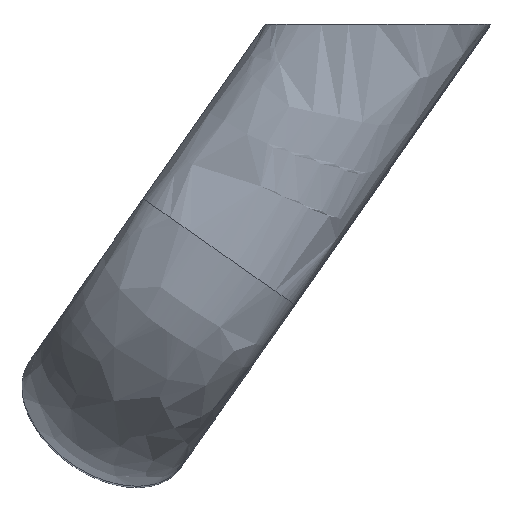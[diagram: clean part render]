
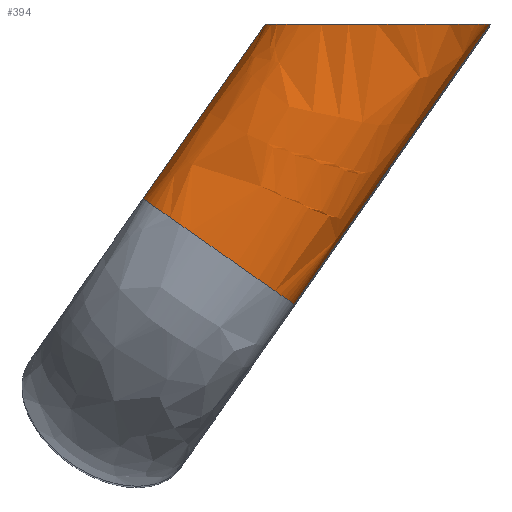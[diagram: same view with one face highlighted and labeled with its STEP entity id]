
A CAD part, top view. The second image highlights one B-rep face of the part: STEP entity #394.
In plain terms, the highlighted free-form (B-spline) face has degree [1, 2] with [2, 9] control points.
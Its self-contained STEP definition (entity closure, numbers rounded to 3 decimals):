
#323=CARTESIAN_POINT('',(-11.946,-38.065,0.));
#324=CARTESIAN_POINT('',(14.708,0.,0.));
#325=CARTESIAN_POINT('',(-11.946,-38.065,6.5));
#326=CARTESIAN_POINT('',(14.708,0.,6.5));
#327=CARTESIAN_POINT('',(-20.137,-32.329,6.5));
#328=CARTESIAN_POINT('',(6.516,5.736,6.5));
#329=CARTESIAN_POINT('',(-28.329,-26.594,6.5));
#330=CARTESIAN_POINT('',(-1.675,11.472,6.5));
#331=CARTESIAN_POINT('',(-28.329,-26.594,0.));
#332=CARTESIAN_POINT('',(-1.675,11.472,0.));
#333=CARTESIAN_POINT('',(-28.329,-26.594,-6.5));
#334=CARTESIAN_POINT('',(-1.675,11.472,-6.5));
#335=CARTESIAN_POINT('',(-20.137,-32.329,-6.5));
#336=CARTESIAN_POINT('',(6.516,5.736,-6.5));
#337=CARTESIAN_POINT('',(-11.946,-38.065,-6.5));
#338=CARTESIAN_POINT('',(14.708,0.,-6.5));
#339=CARTESIAN_POINT('',(-11.946,-38.065,0.));
#340=CARTESIAN_POINT('',(14.708,0.,0.));
#348=(BOUNDED_SURFACE()B_SPLINE_SURFACE(1,2,((#323,#325,#327,#329,#331,#333,#335,#337,#339),(#324,#326,#328,#330,#332,#334,#336,#338,#340)),.UNSPECIFIED.,.F.,.T.,.U.)B_SPLINE_SURFACE_WITH_KNOTS((2,2),(3,2,2,2,3),(-6.94,-2.293),(0.0,15.708,31.416,47.124,62.832),.UNSPECIFIED.)GEOMETRIC_REPRESENTATION_ITEM()RATIONAL_B_SPLINE_SURFACE(((1.0,0.707,1.0,0.707,1.0,0.707,1.0,0.707,1.0),(1.0,0.707,1.0,0.707,1.0,0.707,1.0,0.707,1.0)))REPRESENTATION_ITEM('')SURFACE());
#349=CARTESIAN_POINT('',(-22.939,-18.896,0.));
#350=VERTEX_POINT('',#349);
#351=CARTESIAN_POINT('',(-9.708,0.,0.));
#352=VERTEX_POINT('',#351);
#353=CARTESIAN_POINT('',(-22.939,-18.896,0.));
#354=DIRECTION('',(0.574,0.819,0.));
#355=VECTOR('',#354,23.068);
#356=LINE('',#353,#355);
#357=EDGE_CURVE('',#350,#352,#356,.T.);
#358=ORIENTED_EDGE('',*,*,#357,.F.);
#359=CARTESIAN_POINT('',(-6.556,-30.368,0.));
#360=VERTEX_POINT('',#359);
#361=CARTESIAN_POINT('',(-14.747,-24.632,0.));
#362=DIRECTION('',(-0.574,-0.819,0.));
#363=DIRECTION('',(-0.819,0.574,0.));
#364=AXIS2_PLACEMENT_3D('',#361,#362,#363);
#365=ELLIPSE('',#364,10.,6.5);
#366=EDGE_CURVE('',#360,#350,#365,.T.);
#367=ORIENTED_EDGE('',*,*,#366,.F.);
#368=CARTESIAN_POINT('',(14.708,0.,0.));
#369=VERTEX_POINT('',#368);
#370=CARTESIAN_POINT('',(-6.556,-30.368,0.));
#371=DIRECTION('',(0.574,0.819,0.));
#372=VECTOR('',#371,37.072);
#373=LINE('',#370,#372);
#374=EDGE_CURVE('',#360,#369,#373,.T.);
#375=ORIENTED_EDGE('',*,*,#374,.T.);
#376=CARTESIAN_POINT('',(2.5,0.,6.5));
#377=VERTEX_POINT('',#376);
#378=CARTESIAN_POINT('',(2.5,0.,0.));
#379=DIRECTION('',(0.0,-1.0,0.0));
#380=DIRECTION('',(-1.0,0.0,0.0));
#381=AXIS2_PLACEMENT_3D('',#378,#379,#380);
#382=ELLIPSE('',#381,12.208,6.5);
#383=EDGE_CURVE('',#369,#377,#382,.T.);
#384=ORIENTED_EDGE('',*,*,#383,.T.);
#385=CARTESIAN_POINT('',(2.5,0.,0.));
#386=DIRECTION('',(0.0,-1.0,0.0));
#387=DIRECTION('',(-1.0,0.0,0.0));
#388=AXIS2_PLACEMENT_3D('',#385,#386,#387);
#389=ELLIPSE('',#388,12.208,6.5);
#390=EDGE_CURVE('',#377,#352,#389,.T.);
#391=ORIENTED_EDGE('',*,*,#390,.T.);
#392=EDGE_LOOP('',(#358,#367,#375,#384,#391));
#393=FACE_OUTER_BOUND('',#392,.T.);
#394=ADVANCED_FACE('',(#393),#348,.T.);
